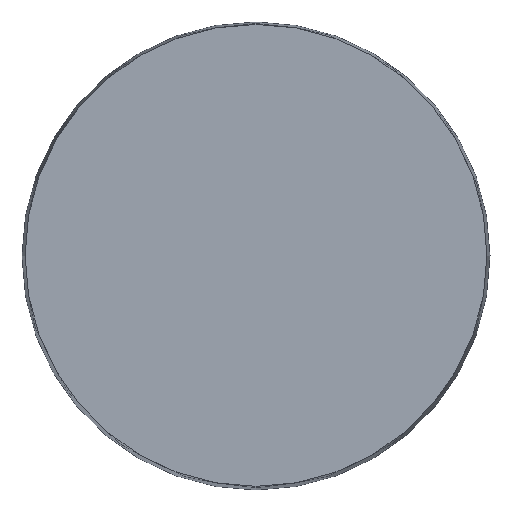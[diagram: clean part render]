
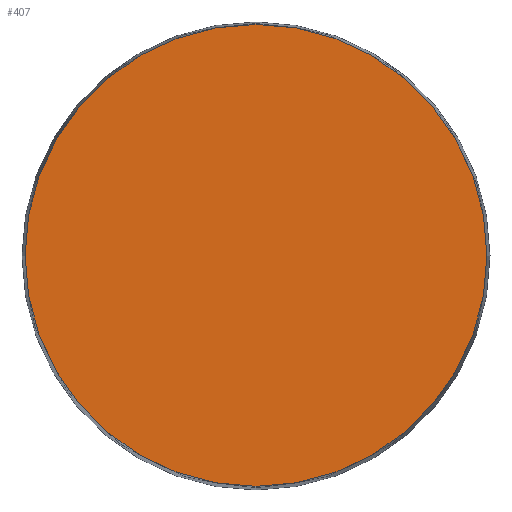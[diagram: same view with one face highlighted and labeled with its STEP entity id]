
A CAD part, top view. The second image highlights one B-rep face of the part: STEP entity #407.
In plain terms, the highlighted planar face has unit normal (0, 0, 1).
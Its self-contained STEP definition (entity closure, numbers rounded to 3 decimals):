
#42 = AXIS2_PLACEMENT_3D ( 'NONE', #297, #159, #131 ) ;
#57 = CARTESIAN_POINT ( 'NONE',  ( 9.869, 0., 12.8 ) ) ;
#77 = PLANE ( 'NONE',  #200 ) ;
#107 = AXIS2_PLACEMENT_3D ( 'NONE', #152, #157, #288 ) ;
#131 = DIRECTION ( 'NONE',  ( -1., 0., 0. ) ) ;
#134 = EDGE_CURVE ( 'NONE', #309, #151, #198, .T. ) ;
#144 = DIRECTION ( 'NONE',  ( 0., 1., 0. ) ) ;
#151 = VERTEX_POINT ( 'NONE', #57 ) ;
#152 = CARTESIAN_POINT ( 'NONE',  ( 0., 0., 12.8 ) ) ;
#157 = DIRECTION ( 'NONE',  ( 0., 0., -1. ) ) ;
#159 = DIRECTION ( 'NONE',  ( 0., 0., -1. ) ) ;
#168 = FACE_OUTER_BOUND ( 'NONE', #358, .T. ) ;
#172 = DIRECTION ( 'NONE',  ( 0., 0., -1. ) ) ;
#198 = CIRCLE ( 'NONE', #107, 9.869 ) ;
#200 = AXIS2_PLACEMENT_3D ( 'NONE', #344, #172, #144 ) ;
#203 = EDGE_CURVE ( 'NONE', #151, #309, #298, .T. ) ;
#271 = ORIENTED_EDGE ( 'NONE', *, *, #203, .F. ) ;
#288 = DIRECTION ( 'NONE',  ( -1., 0., 0. ) ) ;
#294 = ORIENTED_EDGE ( 'NONE', *, *, #134, .F. ) ;
#297 = CARTESIAN_POINT ( 'NONE',  ( 0., 0., 12.8 ) ) ;
#298 = CIRCLE ( 'NONE', #42, 9.869 ) ;
#309 = VERTEX_POINT ( 'NONE', #359 ) ;
#344 = CARTESIAN_POINT ( 'NONE',  ( 0., 0., 12.8 ) ) ;
#358 = EDGE_LOOP ( 'NONE', ( #294, #271 ) ) ;
#359 = CARTESIAN_POINT ( 'NONE',  ( -9.869, 0., 12.8 ) ) ;
#407 = ADVANCED_FACE ( 'NONE', ( #168 ), #77, .F. ) ;
